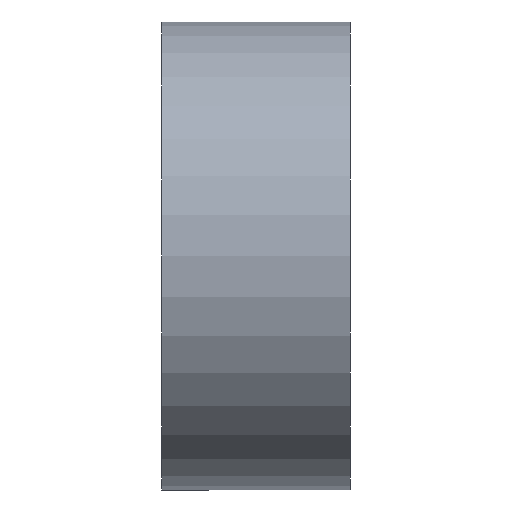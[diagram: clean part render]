
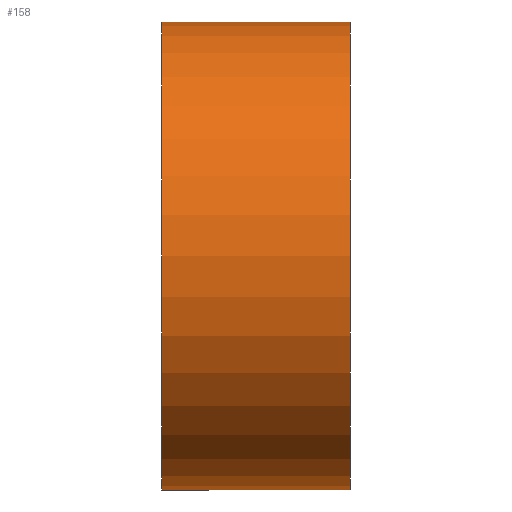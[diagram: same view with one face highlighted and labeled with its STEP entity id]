
A CAD part, front view. The second image highlights one B-rep face of the part: STEP entity #158.
In plain terms, the highlighted cylindrical face has radius 1.5 mm (diameter 3 mm), a partial arc.
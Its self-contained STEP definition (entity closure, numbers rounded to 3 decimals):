
#1 = AXIS2_PLACEMENT_3D ( 'NONE', #73, #79, #186 ) ;
#6 = EDGE_LOOP ( 'NONE', ( #23, #37, #95, #69, #93 ) ) ;
#9 = AXIS2_PLACEMENT_3D ( 'NONE', #20, #31, #44 ) ;
#12 = VERTEX_POINT ( 'NONE', #161 ) ;
#16 = DIRECTION ( 'NONE',  ( -1., 0., 0. ) ) ;
#20 = CARTESIAN_POINT ( 'NONE',  ( 10.612, 6.522, 0. ) ) ;
#23 = ORIENTED_EDGE ( 'NONE', *, *, #70, .F. ) ;
#25 = FACE_OUTER_BOUND ( 'NONE', #6, .T. ) ;
#31 = DIRECTION ( 'NONE',  ( -1., 0., 0. ) ) ;
#35 = VERTEX_POINT ( 'NONE', #124 ) ;
#37 = ORIENTED_EDGE ( 'NONE', *, *, #166, .T. ) ;
#44 = DIRECTION ( 'NONE',  ( 0., 0., 1. ) ) ;
#50 = VERTEX_POINT ( 'NONE', #145 ) ;
#56 = VECTOR ( 'NONE', #16, 1000. ) ;
#60 = DIRECTION ( 'NONE',  ( -1., 0., 0. ) ) ;
#68 = LINE ( 'NONE', #188, #177 ) ;
#69 = ORIENTED_EDGE ( 'NONE', *, *, #94, .F. ) ;
#70 = EDGE_CURVE ( 'NONE', #35, #12, #85, .T. ) ;
#73 = CARTESIAN_POINT ( 'NONE',  ( 11.406, 6.522, 0. ) ) ;
#79 = DIRECTION ( 'NONE',  ( -1., 0., 0. ) ) ;
#85 = LINE ( 'NONE', #190, #56 ) ;
#91 = VERTEX_POINT ( 'NONE', #150 ) ;
#93 = ORIENTED_EDGE ( 'NONE', *, *, #140, .F. ) ;
#94 = EDGE_CURVE ( 'NONE', #91, #50, #143, .T. ) ;
#95 = ORIENTED_EDGE ( 'NONE', *, *, #133, .T. ) ;
#100 = VERTEX_POINT ( 'NONE', #132 ) ;
#117 = CIRCLE ( 'NONE', #208, 1.5 ) ;
#124 = CARTESIAN_POINT ( 'NONE',  ( 12.616, 6.522, -1.5 ) ) ;
#127 = CIRCLE ( 'NONE', #194, 1.5 ) ;
#131 = DIRECTION ( 'NONE',  ( 0., 0., 1. ) ) ;
#132 = CARTESIAN_POINT ( 'NONE',  ( 12.616, 6.522, 1.5 ) ) ;
#133 = EDGE_CURVE ( 'NONE', #100, #50, #68, .T. ) ;
#139 = CARTESIAN_POINT ( 'NONE',  ( 12.616, 6.522, 0. ) ) ;
#140 = EDGE_CURVE ( 'NONE', #12, #91, #127, .T. ) ;
#143 = CIRCLE ( 'NONE', #1, 1.5 ) ;
#145 = CARTESIAN_POINT ( 'NONE',  ( 11.406, 6.522, 1.5 ) ) ;
#147 = CARTESIAN_POINT ( 'NONE',  ( 11.406, 6.522, 0. ) ) ;
#150 = CARTESIAN_POINT ( 'NONE',  ( 11.406, 5.022, 0. ) ) ;
#158 = ADVANCED_FACE ( 'NONE', ( #25 ), #170, .T. ) ;
#161 = CARTESIAN_POINT ( 'NONE',  ( 11.406, 6.522, -1.5 ) ) ;
#164 = DIRECTION ( 'NONE',  ( -1., 0., 0. ) ) ;
#166 = EDGE_CURVE ( 'NONE', #35, #100, #117, .T. ) ;
#170 = CYLINDRICAL_SURFACE ( 'NONE', #9, 1.5 ) ;
#171 = DIRECTION ( 'NONE',  ( -1., 0., 0. ) ) ;
#177 = VECTOR ( 'NONE', #60, 1000. ) ;
#186 = DIRECTION ( 'NONE',  ( 0., 0., 1. ) ) ;
#188 = CARTESIAN_POINT ( 'NONE',  ( 10.612, 6.522, 1.5 ) ) ;
#190 = CARTESIAN_POINT ( 'NONE',  ( 10.612, 6.522, -1.5 ) ) ;
#192 = DIRECTION ( 'NONE',  ( 0., 0., 1. ) ) ;
#194 = AXIS2_PLACEMENT_3D ( 'NONE', #147, #164, #131 ) ;
#208 = AXIS2_PLACEMENT_3D ( 'NONE', #139, #171, #192 ) ;
